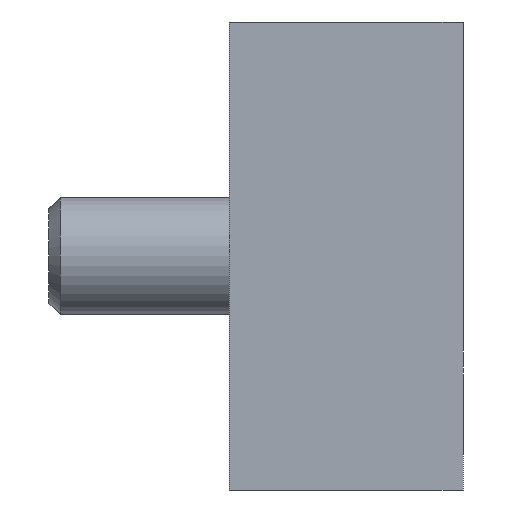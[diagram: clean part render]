
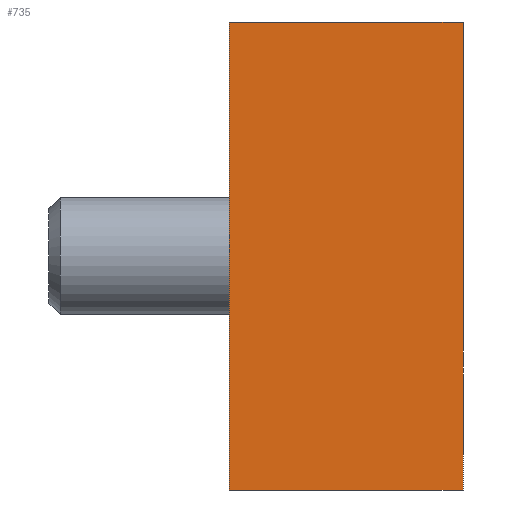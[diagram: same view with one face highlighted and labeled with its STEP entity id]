
A CAD part, front view. The second image highlights one B-rep face of the part: STEP entity #735.
In plain terms, the highlighted face is planar.
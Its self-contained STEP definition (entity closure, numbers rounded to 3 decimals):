
#107=ORIENTED_EDGE('',*,*,#295,.T.);
#108=ORIENTED_EDGE('',*,*,#296,.F.);
#109=ORIENTED_EDGE('',*,*,#297,.F.);
#110=ORIENTED_EDGE('',*,*,#298,.T.);
#295=EDGE_CURVE('',#389,#390,#454,.T.);
#296=EDGE_CURVE('',#391,#390,#455,.T.);
#297=EDGE_CURVE('',#392,#391,#456,.T.);
#298=EDGE_CURVE('',#392,#389,#457,.T.);
#389=VERTEX_POINT('',#1155);
#390=VERTEX_POINT('',#1156);
#391=VERTEX_POINT('',#1158);
#392=VERTEX_POINT('',#1160);
#454=LINE('',#1154,#500);
#455=LINE('',#1157,#501);
#456=LINE('',#1159,#502);
#457=LINE('',#1161,#503);
#500=VECTOR('',#914,1000.);
#501=VECTOR('',#915,1000.);
#502=VECTOR('',#916,1000.);
#503=VECTOR('',#917,1000.);
#546=EDGE_LOOP('',(#107,#108,#109,#110));
#626=FACE_BOUND('',#546,.T.);
#707=PLANE('',#813);
#735=ADVANCED_FACE('',(#626),#707,.F.);
#813=AXIS2_PLACEMENT_3D('',#1153,#912,#913);
#912=DIRECTION('',(0.,-1.,0.));
#913=DIRECTION('',(0.,0.,-1.));
#914=DIRECTION('',(-1.,0.,0.));
#915=DIRECTION('',(0.,0.,-1.));
#916=DIRECTION('',(-1.,0.,0.));
#917=DIRECTION('',(0.,0.,-1.));
#1153=CARTESIAN_POINT('',(10.,56.,10.));
#1154=CARTESIAN_POINT('',(10.,56.,0.));
#1155=CARTESIAN_POINT('',(10.,56.,0.));
#1156=CARTESIAN_POINT('',(-10.,56.,0.));
#1157=CARTESIAN_POINT('',(-10.,56.,10.));
#1158=CARTESIAN_POINT('',(-10.,56.,10.));
#1159=CARTESIAN_POINT('',(10.,56.,10.));
#1160=CARTESIAN_POINT('',(10.,56.,10.));
#1161=CARTESIAN_POINT('',(10.,56.,10.));
